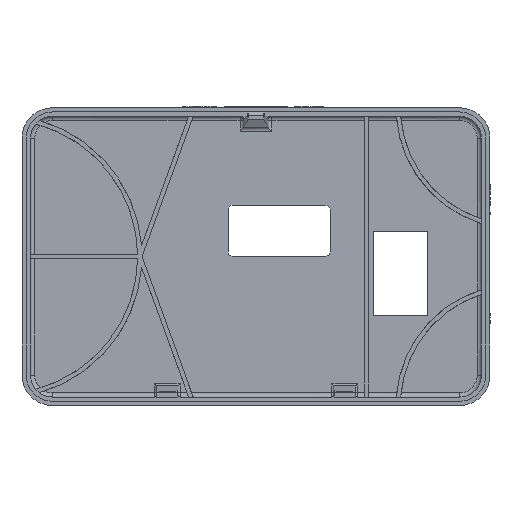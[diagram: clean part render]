
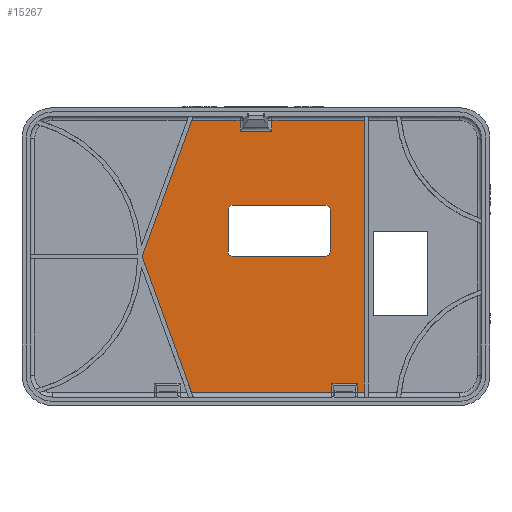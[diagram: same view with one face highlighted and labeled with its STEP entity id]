
A CAD part, front view. The second image highlights one B-rep face of the part: STEP entity #15267.
In plain terms, the highlighted planar face has unit normal (0, -1, 0).
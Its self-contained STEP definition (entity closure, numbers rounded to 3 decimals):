
#38=ELLIPSE('',#16084,1.069,1.);
#39=ELLIPSE('',#16085,1.069,1.);
#40=ELLIPSE('',#16086,1.069,1.);
#41=ELLIPSE('',#16087,1.069,1.);
#308=FACE_BOUND('',#4674,.T.);
#688=LINE('',#21575,#2088);
#709=LINE('',#21675,#2109);
#723=LINE('',#21768,#2123);
#740=LINE('',#21822,#2140);
#741=LINE('',#21825,#2141);
#966=LINE('',#23229,#2366);
#967=LINE('',#23235,#2367);
#968=LINE('',#23237,#2368);
#969=LINE('',#23239,#2369);
#970=LINE('',#23240,#2370);
#971=LINE('',#23242,#2371);
#972=LINE('',#23244,#2372);
#973=LINE('',#23245,#2373);
#974=LINE('',#23248,#2374);
#975=LINE('',#23252,#2375);
#976=LINE('',#23256,#2376);
#977=LINE('',#23260,#2377);
#2088=VECTOR('',#17048,34.054);
#2109=VECTOR('',#17103,34.054);
#2123=VECTOR('',#17147,64.);
#2140=VECTOR('',#17206,32.98);
#2141=VECTOR('',#17209,11.375);
#2366=VECTOR('',#17570,21.745);
#2367=VECTOR('',#17579,2.11);
#2368=VECTOR('',#17580,6.);
#2369=VECTOR('',#17581,2.11);
#2370=VECTOR('',#17582,1.65);
#2371=VECTOR('',#17583,2.52);
#2372=VECTOR('',#17584,7.51);
#2373=VECTOR('',#17585,2.52);
#2374=VECTOR('',#17586,21.996);
#2375=VECTOR('',#17589,9.996);
#2376=VECTOR('',#17592,21.996);
#2377=VECTOR('',#17595,9.996);
#3785=FACE_OUTER_BOUND('',#4673,.T.);
#4673=EDGE_LOOP('',(#11728,#11729,#11730,#11731,#11732,#11733,#11734,#11735,
#11736,#11737,#11738,#11739,#11740));
#4674=EDGE_LOOP('',(#11741,#11742,#11743,#11744,#11745,#11746,#11747,#11748));
#6446=VERTEX_POINT('',#21572);
#6447=VERTEX_POINT('',#21574);
#6473=VERTEX_POINT('',#21674);
#6496=VERTEX_POINT('',#21765);
#6497=VERTEX_POINT('',#21767);
#6513=VERTEX_POINT('',#21820);
#6514=VERTEX_POINT('',#21824);
#6913=VERTEX_POINT('',#23227);
#6914=VERTEX_POINT('',#23234);
#6915=VERTEX_POINT('',#23236);
#6916=VERTEX_POINT('',#23238);
#6917=VERTEX_POINT('',#23241);
#6918=VERTEX_POINT('',#23243);
#6919=VERTEX_POINT('',#23246);
#6920=VERTEX_POINT('',#23247);
#6921=VERTEX_POINT('',#23249);
#6922=VERTEX_POINT('',#23251);
#6923=VERTEX_POINT('',#23253);
#6924=VERTEX_POINT('',#23255);
#6925=VERTEX_POINT('',#23257);
#6926=VERTEX_POINT('',#23259);
#8179=EDGE_CURVE('',#6447,#6446,#688,.T.);
#8213=EDGE_CURVE('',#6473,#6447,#709,.T.);
#8240=EDGE_CURVE('',#6497,#6496,#723,.T.);
#8269=EDGE_CURVE('',#6446,#6513,#740,.T.);
#8270=EDGE_CURVE('',#6514,#6473,#741,.T.);
#8714=EDGE_CURVE('',#6496,#6913,#966,.T.);
#8716=EDGE_CURVE('',#6914,#6513,#967,.T.);
#8717=EDGE_CURVE('',#6915,#6914,#968,.T.);
#8718=EDGE_CURVE('',#6916,#6915,#969,.T.);
#8719=EDGE_CURVE('',#6916,#6497,#970,.T.);
#8720=EDGE_CURVE('',#6917,#6913,#971,.T.);
#8721=EDGE_CURVE('',#6918,#6917,#972,.T.);
#8722=EDGE_CURVE('',#6514,#6918,#973,.T.);
#8723=EDGE_CURVE('',#6919,#6920,#974,.T.);
#8724=EDGE_CURVE('',#6921,#6920,#38,.T.);
#8725=EDGE_CURVE('',#6921,#6922,#975,.T.);
#8726=EDGE_CURVE('',#6923,#6922,#39,.T.);
#8727=EDGE_CURVE('',#6923,#6924,#976,.T.);
#8728=EDGE_CURVE('',#6925,#6924,#40,.T.);
#8729=EDGE_CURVE('',#6925,#6926,#977,.T.);
#8730=EDGE_CURVE('',#6919,#6926,#41,.T.);
#11728=ORIENTED_EDGE('',*,*,#8179,.T.);
#11729=ORIENTED_EDGE('',*,*,#8269,.T.);
#11730=ORIENTED_EDGE('',*,*,#8716,.F.);
#11731=ORIENTED_EDGE('',*,*,#8717,.F.);
#11732=ORIENTED_EDGE('',*,*,#8718,.F.);
#11733=ORIENTED_EDGE('',*,*,#8719,.T.);
#11734=ORIENTED_EDGE('',*,*,#8240,.T.);
#11735=ORIENTED_EDGE('',*,*,#8714,.T.);
#11736=ORIENTED_EDGE('',*,*,#8720,.F.);
#11737=ORIENTED_EDGE('',*,*,#8721,.F.);
#11738=ORIENTED_EDGE('',*,*,#8722,.F.);
#11739=ORIENTED_EDGE('',*,*,#8270,.T.);
#11740=ORIENTED_EDGE('',*,*,#8213,.T.);
#11741=ORIENTED_EDGE('',*,*,#8723,.T.);
#11742=ORIENTED_EDGE('',*,*,#8724,.F.);
#11743=ORIENTED_EDGE('',*,*,#8725,.T.);
#11744=ORIENTED_EDGE('',*,*,#8726,.F.);
#11745=ORIENTED_EDGE('',*,*,#8727,.T.);
#11746=ORIENTED_EDGE('',*,*,#8728,.F.);
#11747=ORIENTED_EDGE('',*,*,#8729,.T.);
#11748=ORIENTED_EDGE('',*,*,#8730,.F.);
#14743=PLANE('',#16083);
#15267=ADVANCED_FACE('',(#3785,#308),#14743,.T.);
#16083=AXIS2_PLACEMENT_3D('',#23233,#17577,#17578);
#16084=AXIS2_PLACEMENT_3D('',#23250,#17587,#17588);
#16085=AXIS2_PLACEMENT_3D('',#23254,#17590,#17591);
#16086=AXIS2_PLACEMENT_3D('',#23258,#17593,#17594);
#16087=AXIS2_PLACEMENT_3D('',#23261,#17596,#17597);
#17048=DIRECTION('',(0.342,0.,-0.94));
#17103=DIRECTION('',(-0.342,0.,-0.94));
#17147=DIRECTION('',(0.,0.,1.));
#17206=DIRECTION('',(1.,0.,0.));
#17209=DIRECTION('',(-1.,0.,0.));
#17570=DIRECTION('',(-1.,0.,0.));
#17577=DIRECTION('center_axis',(0.,-1.,0.));
#17578=DIRECTION('ref_axis',(0.,0.,-1.));
#17579=DIRECTION('',(0.,0.,-1.));
#17580=DIRECTION('',(-1.,0.,0.));
#17581=DIRECTION('',(0.,0.,1.));
#17582=DIRECTION('',(1.,0.,0.));
#17583=DIRECTION('',(0.,0.,1.));
#17584=DIRECTION('',(1.,0.,0.));
#17585=DIRECTION('',(0.,0.,-1.));
#17586=DIRECTION('',(1.,0.,0.));
#17587=DIRECTION('center_axis',(0.,-1.,0.));
#17588=DIRECTION('ref_axis',(0.707,0.,0.707));
#17589=DIRECTION('',(0.,0.,-1.));
#17590=DIRECTION('center_axis',(0.,-1.,0.));
#17591=DIRECTION('ref_axis',(0.707,0.,-0.707));
#17592=DIRECTION('',(-1.,0.,0.));
#17593=DIRECTION('center_axis',(0.,-1.,0.));
#17594=DIRECTION('ref_axis',(-0.707,0.,-0.707));
#17595=DIRECTION('',(0.,0.,1.));
#17596=DIRECTION('center_axis',(0.,-1.,0.));
#17597=DIRECTION('ref_axis',(-0.707,0.,0.707));
#21572=CARTESIAN_POINT('',(-15.13,25.5,-32.));
#21574=CARTESIAN_POINT('',(-26.777,25.5,0.));
#21575=CARTESIAN_POINT('',(-19.11,25.5,-21.066));
#21674=CARTESIAN_POINT('',(-15.13,25.5,32.));
#21675=CARTESIAN_POINT('',(-25.242,25.5,4.217));
#21765=CARTESIAN_POINT('',(25.5,25.5,32.));
#21767=CARTESIAN_POINT('',(25.5,25.5,-32.));
#21768=CARTESIAN_POINT('',(25.5,25.5,17.));
#21820=CARTESIAN_POINT('',(17.85,25.5,-32.));
#21822=CARTESIAN_POINT('',(23.925,25.5,-32.));
#21824=CARTESIAN_POINT('',(-3.755,25.5,32.));
#21825=CARTESIAN_POINT('',(-23.925,25.5,32.));
#23227=CARTESIAN_POINT('',(3.755,25.5,32.));
#23229=CARTESIAN_POINT('',(-23.925,25.5,32.));
#23233=CARTESIAN_POINT('Origin',(0.,25.5,0.));
#23234=CARTESIAN_POINT('',(17.85,25.5,-29.89));
#23235=CARTESIAN_POINT('',(17.85,25.5,-14.04));
#23236=CARTESIAN_POINT('',(23.85,25.5,-29.89));
#23237=CARTESIAN_POINT('',(13.425,25.5,-29.89));
#23238=CARTESIAN_POINT('',(23.85,25.5,-32.));
#23239=CARTESIAN_POINT('',(23.85,25.5,-14.04));
#23240=CARTESIAN_POINT('',(23.925,25.5,-32.));
#23241=CARTESIAN_POINT('',(3.755,25.5,29.48));
#23242=CARTESIAN_POINT('',(3.755,25.5,13.83));
#23243=CARTESIAN_POINT('',(-3.755,25.5,29.48));
#23244=CARTESIAN_POINT('',(-4.47,25.5,29.48));
#23245=CARTESIAN_POINT('',(-3.755,25.5,13.83));
#23246=CARTESIAN_POINT('',(-5.564,25.5,12.068));
#23247=CARTESIAN_POINT('',(16.432,25.5,12.068));
#23248=CARTESIAN_POINT('',(-3.533,25.5,12.068));
#23249=CARTESIAN_POINT('',(17.398,25.5,11.102));
#23250=CARTESIAN_POINT('Origin',(16.363,25.5,11.033));
#23251=CARTESIAN_POINT('',(17.398,25.5,1.106));
#23252=CARTESIAN_POINT('',(17.398,25.5,6.302));
#23253=CARTESIAN_POINT('',(16.432,25.5,0.14));
#23254=CARTESIAN_POINT('Origin',(16.363,25.5,1.175));
#23255=CARTESIAN_POINT('',(-5.564,25.5,0.14));
#23256=CARTESIAN_POINT('',(8.967,25.5,0.14));
#23257=CARTESIAN_POINT('',(-6.53,25.5,1.106));
#23258=CARTESIAN_POINT('Origin',(-5.495,25.5,1.175));
#23259=CARTESIAN_POINT('',(-6.53,25.5,11.102));
#23260=CARTESIAN_POINT('',(-6.53,25.5,-0.198));
#23261=CARTESIAN_POINT('Origin',(-5.495,25.5,11.033));
